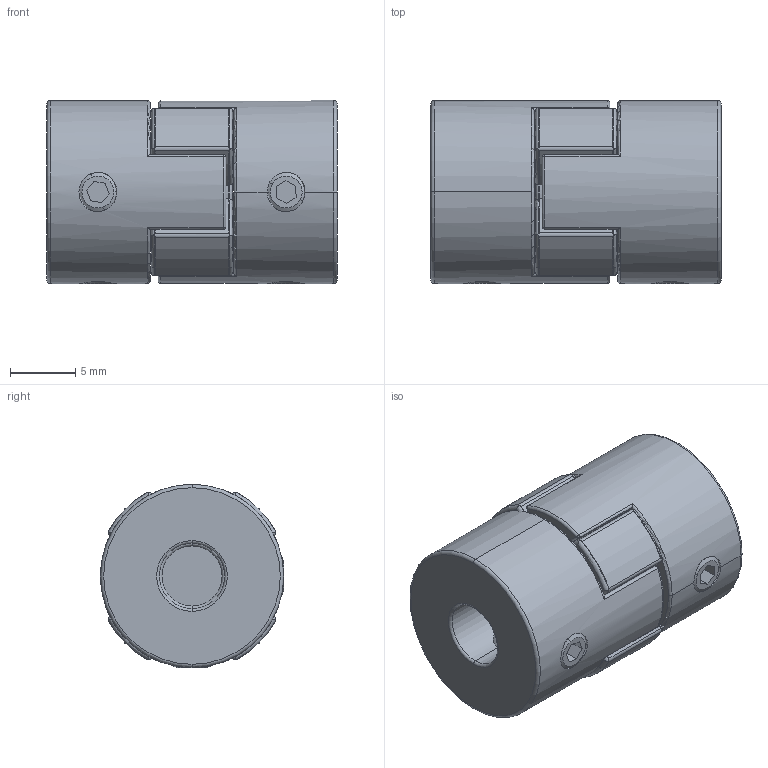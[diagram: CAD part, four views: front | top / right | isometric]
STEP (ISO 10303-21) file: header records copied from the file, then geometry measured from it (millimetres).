
FILE_DESCRIPTION (( 'STEP AP203' ), '1' );
FILE_NAME ('联轴器14X22.STEP', '2025-01-11T11:51:16', ( '' ), ( '' ), 'SwSTEP 2.0', 'SolidWorks 2022', '' );
FILE_SCHEMA (( 'CONFIG_CONTROL_DESIGN' ));
Length unit declared in the file: millimetre
Products named in the file (1): 薊粣ん14X22
Bounding box: 22.2 x 14 x 14 mm (x, y, z)
Volume: 2964.5 mm3; surface area: 2651.3 mm2
Topology: 7 solids, 7 shells, 281 faces, 665 edges, 404 vertices
Faces by surface type: cylinder 87, torus 72, plane 52, cone 50, sphere 12, bspline 8
Entity records: 13392 total; most frequent: CARTESIAN_POINT 6941, DIRECTION 1361, ORIENTED_EDGE 1330, EDGE_CURVE 665, AXIS2_PLACEMENT_3D 588, VERTEX_POINT 404, CIRCLE 314, EDGE_LOOP 299
